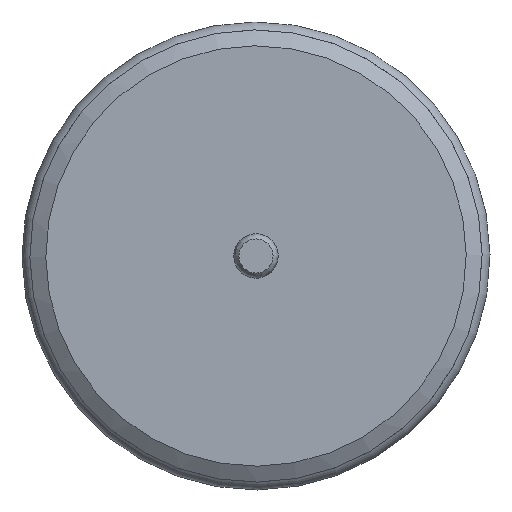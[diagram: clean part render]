
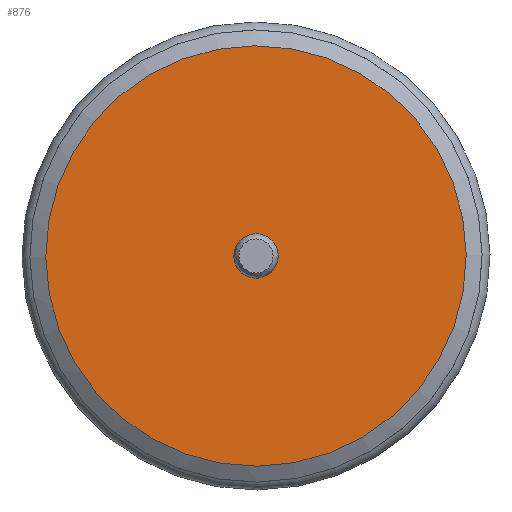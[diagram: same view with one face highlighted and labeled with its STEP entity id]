
A CAD part, front view. The second image highlights one B-rep face of the part: STEP entity #876.
In plain terms, the highlighted planar face has unit normal (0, -1, 0).
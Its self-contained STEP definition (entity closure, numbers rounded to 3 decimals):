
#109=FACE_BOUND('',#210,.T.);
#118=PLANE('',#969);
#143=FACE_OUTER_BOUND('',#209,.T.);
#209=EDGE_LOOP('',(#611));
#210=EDGE_LOOP('',(#612));
#330=CIRCLE('',#970,26.5);
#331=CIRCLE('',#971,2.553);
#390=VERTEX_POINT('',#1373);
#391=VERTEX_POINT('',#1375);
#472=EDGE_CURVE('',#390,#390,#330,.T.);
#473=EDGE_CURVE('',#391,#391,#331,.T.);
#611=ORIENTED_EDGE('',*,*,#472,.T.);
#612=ORIENTED_EDGE('',*,*,#473,.T.);
#876=ADVANCED_FACE('',(#143,#109),#118,.T.);
#969=AXIS2_PLACEMENT_3D('',#1372,#1104,#1105);
#970=AXIS2_PLACEMENT_3D('',#1374,#1106,#1107);
#971=AXIS2_PLACEMENT_3D('',#1376,#1108,#1109);
#1104=DIRECTION('center_axis',(0.,-1.,0.));
#1105=DIRECTION('ref_axis',(-0.336,0.,-0.942));
#1106=DIRECTION('center_axis',(0.,-1.,0.));
#1107=DIRECTION('ref_axis',(0.942,0.,-0.336));
#1108=DIRECTION('center_axis',(0.,1.,0.));
#1109=DIRECTION('ref_axis',(-0.597,0.,-0.802));
#1372=CARTESIAN_POINT('Origin',(23.731,0.,-8.461));
#1373=CARTESIAN_POINT('',(-24.961,0.,8.9));
#1374=CARTESIAN_POINT('Origin',(0.,0.,0.));
#1375=CARTESIAN_POINT('',(1.525,0.,2.047));
#1376=CARTESIAN_POINT('Origin',(0.,0.,
0.));
